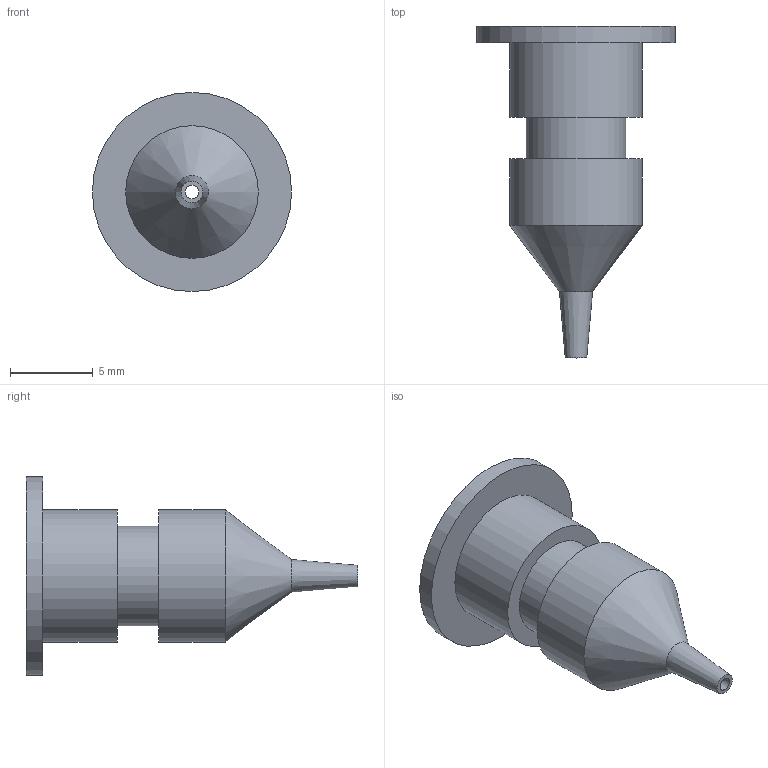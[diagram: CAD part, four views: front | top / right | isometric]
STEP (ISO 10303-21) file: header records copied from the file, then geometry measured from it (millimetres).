
FILE_DESCRIPTION(/* description */ ('Alibre Inc.'),/* implementation_level */ '2;1');
FILE_NAME(/* name */ 'export0',/* time_stamp */ '2015-07-05T22:43:03+12:00',/* author */ (''),/* organization */ (''),/* preprocessor_version */ 'ST-DEVELOPER v14',/* originating_system */ 'Alibre',/* authorisation */ '');
FILE_SCHEMA (('CONFIG_CONTROL_DESIGN'));
Length unit declared in the file: centimetre
Products named in the file (1): ID_1
Bounding box: 12 x 20 x 12 mm (x, y, z)
Volume: 515.4 mm3; surface area: 793.8 mm2
Topology: 1 solids, 1 shells, 17 faces, 29 edges, 17 vertices
Faces by surface type: cylinder 7, cone 5, plane 5
Full cylindrical faces by diameter (mm): 0.8 x1, 2 x1, 4.74 x1, 6 x1, 8 x2, 12 x1
Entity records: 428 total; most frequent: DIRECTION 63, CARTESIAN_POINT 51, ORIENTED_EDGE 34, EDGE_LOOP 34, FACE_BOUND 34, AXIS2_PLACEMENT_3D 34, VERTEX_POINT 17, CIRCLE 17
